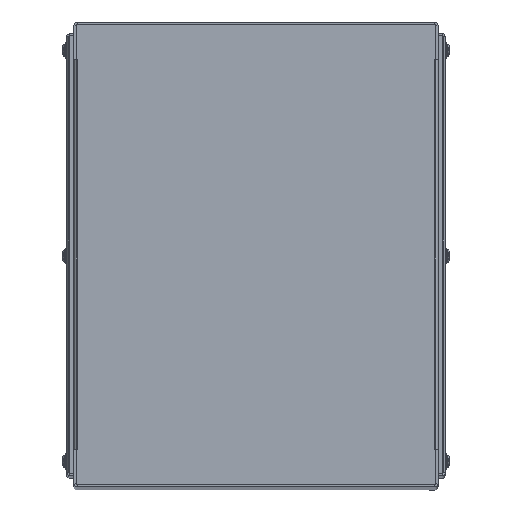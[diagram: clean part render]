
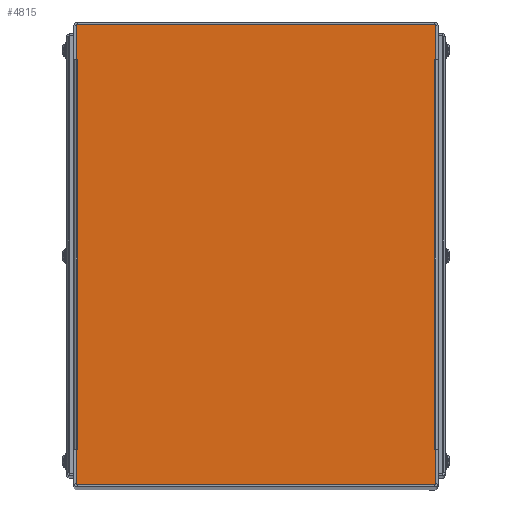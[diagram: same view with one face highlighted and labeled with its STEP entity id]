
A CAD part, top view. The second image highlights one B-rep face of the part: STEP entity #4815.
In plain terms, the highlighted planar face has unit normal (0, 0, 1).
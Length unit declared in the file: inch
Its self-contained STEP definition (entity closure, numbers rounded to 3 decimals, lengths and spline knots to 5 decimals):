
#750=LINE('',#7183,#1046);
#765=LINE('',#7219,#1061);
#768=LINE('',#7226,#1064);
#772=LINE('',#7233,#1068);
#774=LINE('',#7237,#1070);
#775=LINE('',#7239,#1071);
#776=LINE('',#7241,#1072);
#777=LINE('',#7243,#1073);
#778=LINE('',#7245,#1074);
#779=LINE('',#7247,#1075);
#780=LINE('',#7249,#1076);
#781=LINE('',#7251,#1077);
#782=LINE('',#7253,#1078);
#783=LINE('',#7255,#1079);
#784=LINE('',#7257,#1080);
#785=LINE('',#7259,#1081);
#786=LINE('',#7261,#1082);
#787=LINE('',#7263,#1083);
#788=LINE('',#7265,#1084);
#789=LINE('',#7266,#1085);
#1046=VECTOR('',#5713,13.515);
#1061=VECTOR('',#5752,0.0002);
#1064=VECTOR('',#5757,0.03145);
#1068=VECTOR('',#5763,0.0002);
#1070=VECTOR('',#5767,0.0002);
#1071=VECTOR('',#5768,0.0002);
#1072=VECTOR('',#5769,0.03145);
#1073=VECTOR('',#5770,1.2308);
#1074=VECTOR('',#5771,12.477);
#1075=VECTOR('',#5772,1.2308);
#1076=VECTOR('',#5773,0.03145);
#1077=VECTOR('',#5774,0.0002);
#1078=VECTOR('',#5775,0.0002);
#1079=VECTOR('',#5776,13.515);
#1080=VECTOR('',#5777,0.0002);
#1081=VECTOR('',#5778,0.0002);
#1082=VECTOR('',#5779,0.03145);
#1083=VECTOR('',#5780,1.2308);
#1084=VECTOR('',#5781,12.477);
#1085=VECTOR('',#5782,1.2308);
#1770=PLANE('',#5104);
#1920=FACE_OUTER_BOUND('',#2193,.T.);
#2193=EDGE_LOOP('',(#3743,#3744,#3745,#3746,#3747,#3748,#3749,#3750,#3751,
#3752,#3753,#3754,#3755,#3756,#3757,#3758,#3759,#3760,#3761,#3762));
#2762=VERTEX_POINT('',#7180);
#2763=VERTEX_POINT('',#7182);
#2772=VERTEX_POINT('',#7218);
#2774=VERTEX_POINT('',#7224);
#2775=VERTEX_POINT('',#7225);
#2778=VERTEX_POINT('',#7236);
#2779=VERTEX_POINT('',#7238);
#2780=VERTEX_POINT('',#7240);
#2781=VERTEX_POINT('',#7242);
#2782=VERTEX_POINT('',#7244);
#2783=VERTEX_POINT('',#7246);
#2784=VERTEX_POINT('',#7248);
#2785=VERTEX_POINT('',#7250);
#2786=VERTEX_POINT('',#7252);
#2787=VERTEX_POINT('',#7254);
#2788=VERTEX_POINT('',#7256);
#2789=VERTEX_POINT('',#7258);
#2790=VERTEX_POINT('',#7260);
#2791=VERTEX_POINT('',#7262);
#2792=VERTEX_POINT('',#7264);
#3134=EDGE_CURVE('',#2763,#2762,#750,.T.);
#3152=EDGE_CURVE('',#2772,#2763,#765,.T.);
#3155=EDGE_CURVE('',#2774,#2775,#768,.T.);
#3159=EDGE_CURVE('',#2775,#2772,#772,.T.);
#3161=EDGE_CURVE('',#2762,#2778,#774,.T.);
#3162=EDGE_CURVE('',#2778,#2779,#775,.T.);
#3163=EDGE_CURVE('',#2779,#2780,#776,.T.);
#3164=EDGE_CURVE('',#2781,#2780,#777,.T.);
#3165=EDGE_CURVE('',#2782,#2781,#778,.T.);
#3166=EDGE_CURVE('',#2783,#2782,#779,.T.);
#3167=EDGE_CURVE('',#2783,#2784,#780,.T.);
#3168=EDGE_CURVE('',#2784,#2785,#781,.T.);
#3169=EDGE_CURVE('',#2785,#2786,#782,.T.);
#3170=EDGE_CURVE('',#2786,#2787,#783,.T.);
#3171=EDGE_CURVE('',#2787,#2788,#784,.T.);
#3172=EDGE_CURVE('',#2788,#2789,#785,.T.);
#3173=EDGE_CURVE('',#2789,#2790,#786,.T.);
#3174=EDGE_CURVE('',#2791,#2790,#787,.T.);
#3175=EDGE_CURVE('',#2792,#2791,#788,.T.);
#3176=EDGE_CURVE('',#2774,#2792,#789,.T.);
#3743=ORIENTED_EDGE('',*,*,#3155,.T.);
#3744=ORIENTED_EDGE('',*,*,#3159,.T.);
#3745=ORIENTED_EDGE('',*,*,#3152,.T.);
#3746=ORIENTED_EDGE('',*,*,#3134,.T.);
#3747=ORIENTED_EDGE('',*,*,#3161,.T.);
#3748=ORIENTED_EDGE('',*,*,#3162,.T.);
#3749=ORIENTED_EDGE('',*,*,#3163,.T.);
#3750=ORIENTED_EDGE('',*,*,#3164,.F.);
#3751=ORIENTED_EDGE('',*,*,#3165,.F.);
#3752=ORIENTED_EDGE('',*,*,#3166,.F.);
#3753=ORIENTED_EDGE('',*,*,#3167,.T.);
#3754=ORIENTED_EDGE('',*,*,#3168,.T.);
#3755=ORIENTED_EDGE('',*,*,#3169,.T.);
#3756=ORIENTED_EDGE('',*,*,#3170,.T.);
#3757=ORIENTED_EDGE('',*,*,#3171,.T.);
#3758=ORIENTED_EDGE('',*,*,#3172,.T.);
#3759=ORIENTED_EDGE('',*,*,#3173,.T.);
#3760=ORIENTED_EDGE('',*,*,#3174,.F.);
#3761=ORIENTED_EDGE('',*,*,#3175,.F.);
#3762=ORIENTED_EDGE('',*,*,#3176,.F.);
#4815=ADVANCED_FACE('',(#1920),#1770,.T.);
#5104=AXIS2_PLACEMENT_3D('',#7235,#5765,#5766);
#5713=DIRECTION('',(0.,-1.,0.));
#5752=DIRECTION('',(-1.,0.,0.));
#5757=DIRECTION('',(1.,0.,0.));
#5763=DIRECTION('',(0.,-1.,0.));
#5765=DIRECTION('center_axis',(0.,0.,1.));
#5766=DIRECTION('ref_axis',(1.,0.,0.));
#5767=DIRECTION('',(1.,0.,0.));
#5768=DIRECTION('',(0.,-1.,0.));
#5769=DIRECTION('',(-1.,0.,0.));
#5770=DIRECTION('',(0.,1.,0.));
#5771=DIRECTION('',(-1.,0.,0.));
#5772=DIRECTION('',(0.,-1.,0.));
#5773=DIRECTION('',(-1.,0.,0.));
#5774=DIRECTION('',(0.,1.,0.));
#5775=DIRECTION('',(1.,0.,0.));
#5776=DIRECTION('',(0.,1.,0.));
#5777=DIRECTION('',(-1.,0.,0.));
#5778=DIRECTION('',(0.,1.,0.));
#5779=DIRECTION('',(1.,0.,0.));
#5780=DIRECTION('',(0.,-1.,0.));
#5781=DIRECTION('',(1.,0.,0.));
#5782=DIRECTION('',(0.,1.,0.));
#7180=CARTESIAN_POINT('',(-6.20725,-6.7575,0.074));
#7182=CARTESIAN_POINT('',(-6.20725,6.7575,0.074));
#7183=CARTESIAN_POINT('',(-6.20725,3.37875,0.074));
#7218=CARTESIAN_POINT('',(-6.20705,6.7575,0.074));
#7219=CARTESIAN_POINT('',(-3.10353,6.7575,0.074));
#7224=CARTESIAN_POINT('',(-6.2385,6.7577,0.074));
#7225=CARTESIAN_POINT('',(-6.20705,6.7577,0.074));
#7226=CARTESIAN_POINT('',(-3.11925,6.7577,0.074));
#7233=CARTESIAN_POINT('',(-6.20705,3.37885,0.074));
#7235=CARTESIAN_POINT('Origin',(0.,0.,
0.074));
#7236=CARTESIAN_POINT('',(-6.20705,-6.7575,0.074));
#7237=CARTESIAN_POINT('',(-3.11925,-6.7575,0.074));
#7238=CARTESIAN_POINT('',(-6.20705,-6.7577,0.074));
#7239=CARTESIAN_POINT('',(-6.20705,-3.37875,0.074));
#7240=CARTESIAN_POINT('',(-6.2385,-6.7577,0.074));
#7241=CARTESIAN_POINT('',(-3.10353,-6.7577,0.074));
#7242=CARTESIAN_POINT('',(-6.2385,-7.9885,0.074));
#7243=CARTESIAN_POINT('',(-6.2385,-7.9885,0.074));
#7244=CARTESIAN_POINT('',(6.2385,-7.9885,0.074));
#7245=CARTESIAN_POINT('',(6.2385,-7.9885,0.074));
#7246=CARTESIAN_POINT('',(6.2385,-6.7577,0.074));
#7247=CARTESIAN_POINT('',(6.2385,7.9885,0.074));
#7248=CARTESIAN_POINT('',(6.20705,-6.7577,0.074));
#7249=CARTESIAN_POINT('',(3.11925,-6.7577,0.074));
#7250=CARTESIAN_POINT('',(6.20705,-6.7575,0.074));
#7251=CARTESIAN_POINT('',(6.20705,-3.37885,0.074));
#7252=CARTESIAN_POINT('',(6.20725,-6.7575,0.074));
#7253=CARTESIAN_POINT('',(3.10353,-6.7575,0.074));
#7254=CARTESIAN_POINT('',(6.20725,6.7575,0.074));
#7255=CARTESIAN_POINT('',(6.20725,-3.37875,0.074));
#7256=CARTESIAN_POINT('',(6.20705,6.7575,0.074));
#7257=CARTESIAN_POINT('',(3.11925,6.7575,0.074));
#7258=CARTESIAN_POINT('',(6.20705,6.7577,0.074));
#7259=CARTESIAN_POINT('',(6.20705,3.37875,0.074));
#7260=CARTESIAN_POINT('',(6.2385,6.7577,0.074));
#7261=CARTESIAN_POINT('',(3.10353,6.7577,0.074));
#7262=CARTESIAN_POINT('',(6.2385,7.9885,0.074));
#7263=CARTESIAN_POINT('',(6.2385,7.9885,0.074));
#7264=CARTESIAN_POINT('',(-6.2385,7.9885,0.074));
#7265=CARTESIAN_POINT('',(-6.2385,7.9885,0.074));
#7266=CARTESIAN_POINT('',(-6.2385,-7.9885,0.074));
